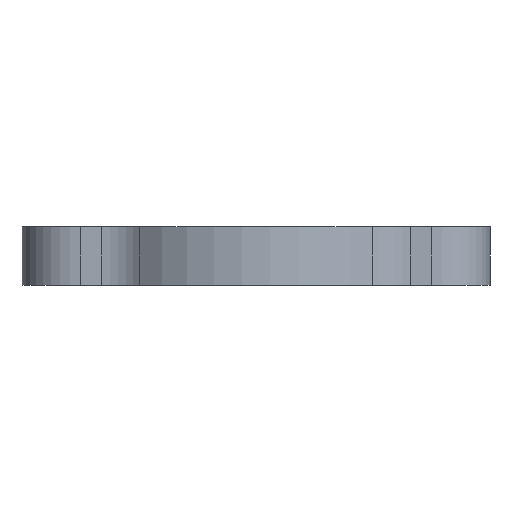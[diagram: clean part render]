
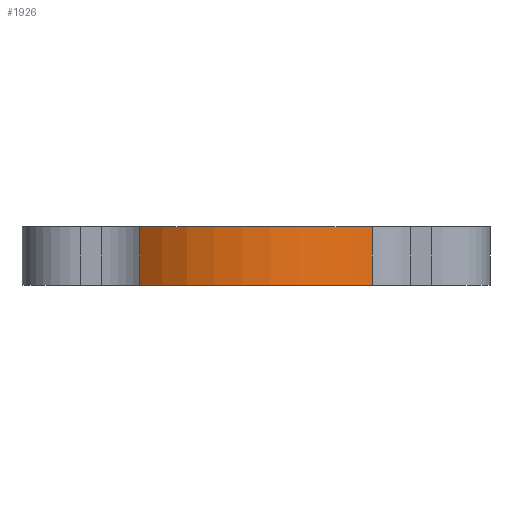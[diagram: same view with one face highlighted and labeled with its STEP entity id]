
A CAD part, front view. The second image highlights one B-rep face of the part: STEP entity #1926.
In plain terms, the highlighted cylindrical face has radius 19.05 mm (diameter 38.1 mm), a partial arc.
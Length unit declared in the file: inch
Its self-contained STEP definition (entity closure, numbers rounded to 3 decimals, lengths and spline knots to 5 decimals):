
#2 = EDGE_CURVE ( 'NONE', #216, #20, #1172, .T. ) ;
#20 = VERTEX_POINT ( 'NONE', #334 ) ;
#24 = AXIS2_PLACEMENT_3D ( 'NONE', #148, #798, #639 ) ;
#25 = DIRECTION ( 'NONE',  ( -1., 0., 0. ) ) ;
#148 = CARTESIAN_POINT ( 'NONE',  ( 1., 0.5, 0.25 ) ) ;
#216 = VERTEX_POINT ( 'NONE', #1880 ) ;
#249 = EDGE_CURVE ( 'NONE', #481, #20, #1090, .T. ) ;
#334 = CARTESIAN_POINT ( 'NONE',  ( 0.50392, -0.0625, 0. ) ) ;
#355 = CARTESIAN_POINT ( 'NONE',  ( 1., 0.5, 1.39564 ) ) ;
#456 = EDGE_CURVE ( 'NONE', #481, #1245, #952, .T. ) ;
#481 = VERTEX_POINT ( 'NONE', #1372 ) ;
#580 = AXIS2_PLACEMENT_3D ( 'NONE', #355, #1958, #25 ) ;
#639 = DIRECTION ( 'NONE',  ( -1., 0., 0. ) ) ;
#646 = EDGE_CURVE ( 'NONE', #216, #1245, #1577, .T. ) ;
#654 = DIRECTION ( 'NONE',  ( -1., 0., 0. ) ) ;
#759 = CARTESIAN_POINT ( 'NONE',  ( 1.49608, -0.0625, 1.39564 ) ) ;
#798 = DIRECTION ( 'NONE',  ( 0., 0., 1. ) ) ;
#801 = ORIENTED_EDGE ( 'NONE', *, *, #646, .T. ) ;
#935 = ORIENTED_EDGE ( 'NONE', *, *, #2, .F. ) ;
#952 = CIRCLE ( 'NONE', #24, 0.75 ) ;
#989 = ORIENTED_EDGE ( 'NONE', *, *, #249, .T. ) ;
#1078 = DIRECTION ( 'NONE',  ( 0., 0., -1. ) ) ;
#1086 = DIRECTION ( 'NONE',  ( 0., 0., 1. ) ) ;
#1090 = LINE ( 'NONE', #1251, #1716 ) ;
#1102 = EDGE_LOOP ( 'NONE', ( #1851, #989, #935, #801 ) ) ;
#1155 = VECTOR ( 'NONE', #1086, 39.37008 ) ;
#1172 = CIRCLE ( 'NONE', #1441, 0.75 ) ;
#1245 = VERTEX_POINT ( 'NONE', #1511 ) ;
#1251 = CARTESIAN_POINT ( 'NONE',  ( 0.50392, -0.0625, 1.39564 ) ) ;
#1314 = FACE_OUTER_BOUND ( 'NONE', #1102, .T. ) ;
#1372 = CARTESIAN_POINT ( 'NONE',  ( 0.50392, -0.0625, 0.25 ) ) ;
#1441 = AXIS2_PLACEMENT_3D ( 'NONE', #2090, #1481, #654 ) ;
#1481 = DIRECTION ( 'NONE',  ( 0., 0., -1. ) ) ;
#1488 = CYLINDRICAL_SURFACE ( 'NONE', #580, 0.75 ) ;
#1511 = CARTESIAN_POINT ( 'NONE',  ( 1.49608, -0.0625, 0.25 ) ) ;
#1577 = LINE ( 'NONE', #759, #1155 ) ;
#1716 = VECTOR ( 'NONE', #1078, 39.37008 ) ;
#1851 = ORIENTED_EDGE ( 'NONE', *, *, #456, .F. ) ;
#1880 = CARTESIAN_POINT ( 'NONE',  ( 1.49608, -0.0625, 0. ) ) ;
#1926 = ADVANCED_FACE ( 'NONE', ( #1314 ), #1488, .T. ) ;
#1958 = DIRECTION ( 'NONE',  ( 0., 0., -1. ) ) ;
#2090 = CARTESIAN_POINT ( 'NONE',  ( 1., 0.5, 0. ) ) ;
